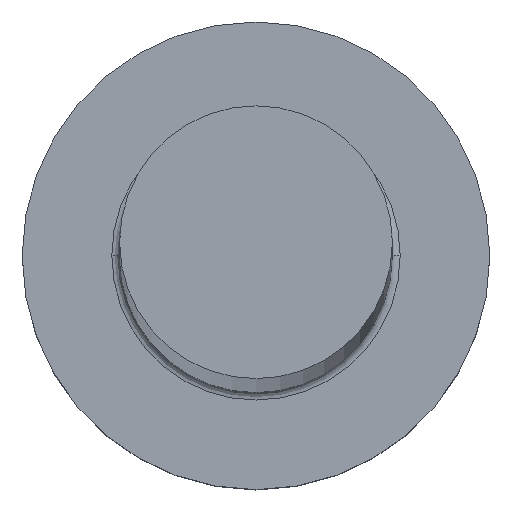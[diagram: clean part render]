
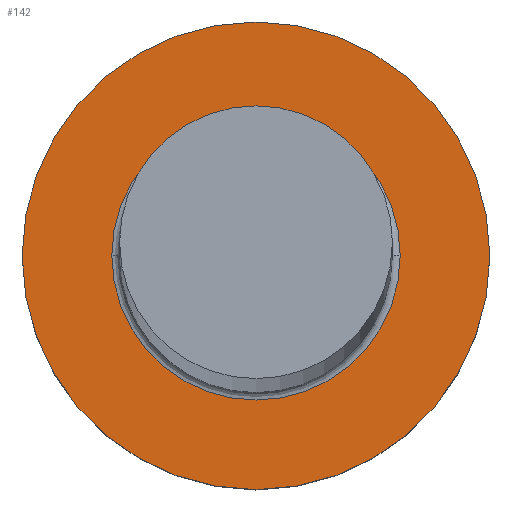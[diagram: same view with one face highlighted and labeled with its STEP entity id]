
A CAD part, top view. The second image highlights one B-rep face of the part: STEP entity #142.
In plain terms, the highlighted planar face has unit normal (0, 0, 1).
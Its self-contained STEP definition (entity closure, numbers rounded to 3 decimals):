
#6 = VERTEX_POINT ( 'NONE', #82 ) ;
#7 = EDGE_CURVE ( 'NONE', #288, #6, #237, .T. ) ;
#11 = EDGE_CURVE ( 'NONE', #6, #288, #177, .T. ) ;
#15 = DIRECTION ( 'NONE',  ( 1., 0., 0. ) ) ;
#23 = EDGE_CURVE ( 'NONE', #222, #286, #262, .T. ) ;
#37 = DIRECTION ( 'NONE',  ( 0., 0., 1. ) ) ;
#60 = AXIS2_PLACEMENT_3D ( 'NONE', #283, #215, #171 ) ;
#62 = CARTESIAN_POINT ( 'NONE',  ( 0., 0., 5. ) ) ;
#68 = CARTESIAN_POINT ( 'NONE',  ( 6., 0., 5. ) ) ;
#73 = ORIENTED_EDGE ( 'NONE', *, *, #7, .T. ) ;
#82 = CARTESIAN_POINT ( 'NONE',  ( -3.7, 0., 5. ) ) ;
#85 = DIRECTION ( 'NONE',  ( 1., 0., 0. ) ) ;
#102 = DIRECTION ( 'NONE',  ( 0., 0., -1. ) ) ;
#115 = CIRCLE ( 'NONE', #60, 6. ) ;
#131 = AXIS2_PLACEMENT_3D ( 'NONE', #136, #37, #228 ) ;
#133 = CARTESIAN_POINT ( 'NONE',  ( 0., 0., 5. ) ) ;
#136 = CARTESIAN_POINT ( 'NONE',  ( 0., 0., 5. ) ) ;
#142 = ADVANCED_FACE ( 'NONE', ( #276, #166 ), #211, .T. ) ;
#148 = AXIS2_PLACEMENT_3D ( 'NONE', #62, #102, #207 ) ;
#155 = AXIS2_PLACEMENT_3D ( 'NONE', #133, #165, #15 ) ;
#156 = ORIENTED_EDGE ( 'NONE', *, *, #11, .T. ) ;
#161 = EDGE_LOOP ( 'NONE', ( #201, #194 ) ) ;
#165 = DIRECTION ( 'NONE',  ( 0., 0., -1. ) ) ;
#166 = FACE_OUTER_BOUND ( 'NONE', #161, .T. ) ;
#170 = CARTESIAN_POINT ( 'NONE',  ( -6., 0., 5. ) ) ;
#171 = DIRECTION ( 'NONE',  ( 1., 0., 0. ) ) ;
#177 = CIRCLE ( 'NONE', #148, 3.7 ) ;
#188 = CARTESIAN_POINT ( 'NONE',  ( 3.7, 0., 5. ) ) ;
#194 = ORIENTED_EDGE ( 'NONE', *, *, #218, .T. ) ;
#201 = ORIENTED_EDGE ( 'NONE', *, *, #23, .T. ) ;
#207 = DIRECTION ( 'NONE',  ( 1., 0., 0. ) ) ;
#211 = PLANE ( 'NONE',  #131 ) ;
#215 = DIRECTION ( 'NONE',  ( 0., 0., 1. ) ) ;
#218 = EDGE_CURVE ( 'NONE', #286, #222, #115, .T. ) ;
#222 = VERTEX_POINT ( 'NONE', #170 ) ;
#225 = AXIS2_PLACEMENT_3D ( 'NONE', #304, #255, #85 ) ;
#228 = DIRECTION ( 'NONE',  ( 1., 0., 0. ) ) ;
#237 = CIRCLE ( 'NONE', #155, 3.7 ) ;
#242 = EDGE_LOOP ( 'NONE', ( #73, #156 ) ) ;
#255 = DIRECTION ( 'NONE',  ( 0., 0., 1. ) ) ;
#262 = CIRCLE ( 'NONE', #225, 6. ) ;
#276 = FACE_BOUND ( 'NONE', #242, .T. ) ;
#283 = CARTESIAN_POINT ( 'NONE',  ( 0., 0., 5. ) ) ;
#286 = VERTEX_POINT ( 'NONE', #68 ) ;
#288 = VERTEX_POINT ( 'NONE', #188 ) ;
#304 = CARTESIAN_POINT ( 'NONE',  ( 0., 0., 5. ) ) ;
